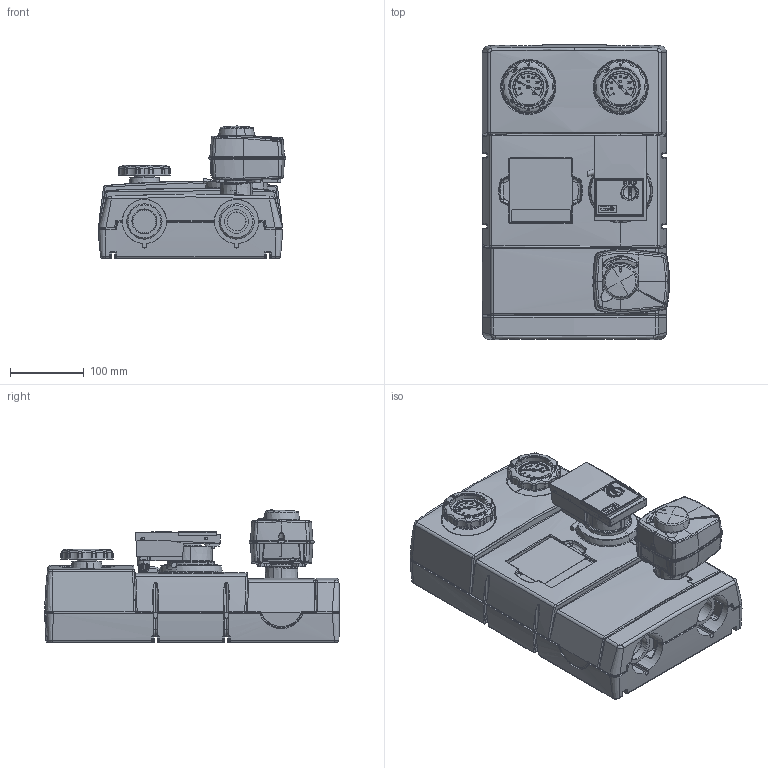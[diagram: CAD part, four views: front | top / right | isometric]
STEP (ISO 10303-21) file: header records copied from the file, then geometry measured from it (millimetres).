
FILE_DESCRIPTION(('CATIA V5 STEP'),'2;1');
FILE_NAME('61060100 GBA111.stp','2015-12-29T07:16:20+00:00',('none'),('none'),'CATIA Version 5 Release 20 SP 6 (IN-10)','CATIA V5 STEP AP214','none');
FILE_SCHEMA(('AUTOMOTIVE_DESIGN { 1 0 10303 214 1 1 1 1 }'));
Length unit declared in the file: millimetre
Products named in the file (1): GBA111_AllCATPart
Bounding box: 254.1 x 400.18 x 179.45 mm (x, y, z)
Volume: 8836726.9 mm3; surface area: 694713.5 mm2
Topology: 2 solids, 64 shells, 7606 faces, 19866 edges, 12416 vertices
Faces by surface type: plane 2827, bspline 1707, cylinder 1641, cone 516, torus 497, sphere 318, revolution 84, extrusion 16
Entity records: 352363 total; most frequent: CARTESIAN_POINT 167336, ORIENTED_EDGE 39108, DIRECTION 20990, EDGE_CURVE 19556, VERTEX_POINT 12413, AXIS2_PLACEMENT_3D 8413, B_SPLINE_CURVE_WITH_KNOTS 8364, EDGE_LOOP 8061
